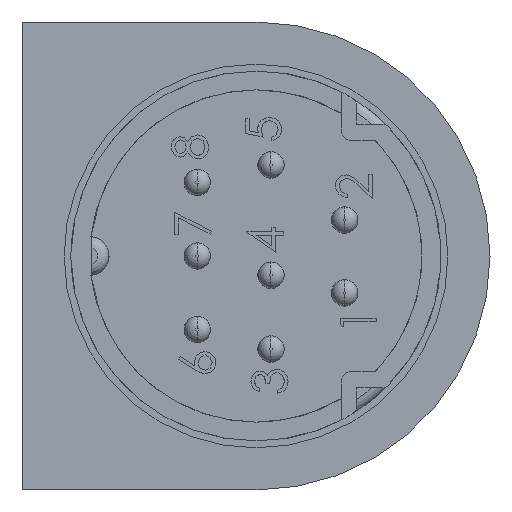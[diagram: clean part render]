
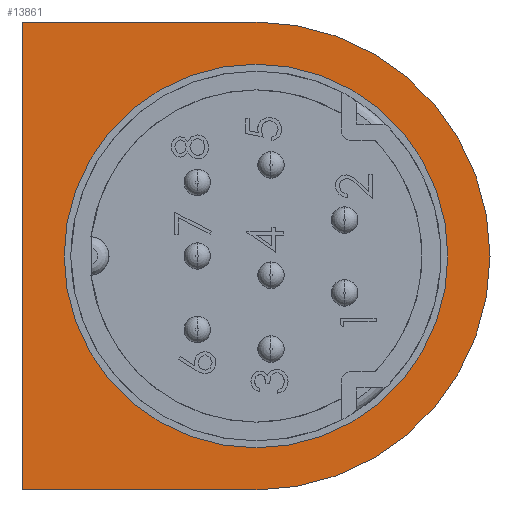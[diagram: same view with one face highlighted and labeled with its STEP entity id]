
A CAD part, left-side view. The second image highlights one B-rep face of the part: STEP entity #13861.
In plain terms, the highlighted face is planar.
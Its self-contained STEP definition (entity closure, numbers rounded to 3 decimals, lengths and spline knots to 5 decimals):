
#13861 = ADVANCED_FACE ( 'NONE', ( #18181, #18180 ), #18179, .T. ) ;
#14201 = ORIENTED_EDGE ( 'NONE', *, *, #52049, .F. ) ;
#14211 = EDGE_LOOP ( 'NONE', ( #14201, #51942 ) ) ;
#14216 = EDGE_CURVE ( 'NONE', #14794, #14230, #18546, .T. ) ;
#14224 = ORIENTED_EDGE ( 'NONE', *, *, #14216, .F. ) ;
#14228 = ORIENTED_EDGE ( 'NONE', *, *, #14249, .F. ) ;
#14230 = VERTEX_POINT ( 'NONE', #18602 ) ;
#14249 = EDGE_CURVE ( 'NONE', #14230, #14257, #18640, .T. ) ;
#14257 = VERTEX_POINT ( 'NONE', #18634 ) ;
#14293 = EDGE_CURVE ( 'NONE', #14257, #14385, #18701, .T. ) ;
#14326 = ORIENTED_EDGE ( 'NONE', *, *, #14293, .F. ) ;
#14385 = VERTEX_POINT ( 'NONE', #18816 ) ;
#14656 = ORIENTED_EDGE ( 'NONE', *, *, #14664, .F. ) ;
#14664 = EDGE_CURVE ( 'NONE', #14385, #14794, #19116, .T. ) ;
#14666 = EDGE_LOOP ( 'NONE', ( #14656, #14326, #14228, #14224 ) ) ;
#14794 = VERTEX_POINT ( 'NONE', #19282 ) ;
#18176 = DIRECTION ( 'NONE',  ( 0., -1., 0. ) ) ;
#18177 = CARTESIAN_POINT ( 'NONE',  ( 0., -0.385, 0. ) ) ;
#18178 = AXIS2_PLACEMENT_3D ( 'NONE', #18177, #18176, #18238 ) ;
#18179 = PLANE ( 'NONE',  #18178 ) ;
#18180 = FACE_BOUND ( 'NONE', #14211, .T. ) ;
#18181 = FACE_OUTER_BOUND ( 'NONE', #14666, .T. ) ;
#18238 = DIRECTION ( 'NONE',  ( 0., 0., -1. ) ) ;
#18542 = DIRECTION ( 'NONE',  ( 0., 0., -1. ) ) ;
#18543 = DIRECTION ( 'NONE',  ( 0., 1., 0. ) ) ;
#18544 = CARTESIAN_POINT ( 'NONE',  ( 0., -0.385, 0. ) ) ;
#18545 = AXIS2_PLACEMENT_3D ( 'NONE', #18544, #18543, #18542 ) ;
#18546 = CIRCLE ( 'NONE', #18545, 0.25 ) ;
#18602 = CARTESIAN_POINT ( 'NONE',  ( 0.25, -0.385, 0. ) ) ;
#18634 = CARTESIAN_POINT ( 'NONE',  ( 0.25, -0.385, -0.25 ) ) ;
#18637 = DIRECTION ( 'NONE',  ( 0., 0., -1. ) ) ;
#18638 = VECTOR ( 'NONE', #18637, 39.37008 ) ;
#18639 = CARTESIAN_POINT ( 'NONE',  ( 0.25, -0.385, -0.25 ) ) ;
#18640 = LINE ( 'NONE', #18639, #18638 ) ;
#18698 = DIRECTION ( 'NONE',  ( -1., 0., 0. ) ) ;
#18699 = VECTOR ( 'NONE', #18698, 39.37008 ) ;
#18700 = CARTESIAN_POINT ( 'NONE',  ( -0.25, -0.385, -0.25 ) ) ;
#18701 = LINE ( 'NONE', #18700, #18699 ) ;
#18816 = CARTESIAN_POINT ( 'NONE',  ( -0.25, -0.385, -0.25 ) ) ;
#19113 = DIRECTION ( 'NONE',  ( 0., 0., 1. ) ) ;
#19114 = VECTOR ( 'NONE', #19113, 39.37008 ) ;
#19115 = CARTESIAN_POINT ( 'NONE',  ( -0.25, -0.385, -0.25 ) ) ;
#19116 = LINE ( 'NONE', #19115, #19114 ) ;
#19282 = CARTESIAN_POINT ( 'NONE',  ( -0.25, -0.385, 0. ) ) ;
#47627 = CARTESIAN_POINT ( 'NONE',  ( 0., -0.385, 0.205 ) ) ;
#47648 = DIRECTION ( 'NONE',  ( 0., 0., -1. ) ) ;
#47649 = DIRECTION ( 'NONE',  ( 0., -1., 0. ) ) ;
#47650 = CARTESIAN_POINT ( 'NONE',  ( 0., -0.385, 0. ) ) ;
#47651 = AXIS2_PLACEMENT_3D ( 'NONE', #47650, #47649, #47648 ) ;
#47652 = CIRCLE ( 'NONE', #47651, 0.205 ) ;
#47660 = CARTESIAN_POINT ( 'NONE',  ( 0., -0.385, -0.205 ) ) ;
#48339 = DIRECTION ( 'NONE',  ( 0., 0., -1. ) ) ;
#48340 = DIRECTION ( 'NONE',  ( 0., -1., 0. ) ) ;
#48341 = CARTESIAN_POINT ( 'NONE',  ( 0., -0.385, 0. ) ) ;
#48342 = AXIS2_PLACEMENT_3D ( 'NONE', #48341, #48340, #48339 ) ;
#48343 = CIRCLE ( 'NONE', #48342, 0.205 ) ;
#51057 = VERTEX_POINT ( 'NONE', #47627 ) ;
#51192 = VERTEX_POINT ( 'NONE', #47660 ) ;
#51223 = EDGE_CURVE ( 'NONE', #51192, #51057, #47652, .T. ) ;
#51942 = ORIENTED_EDGE ( 'NONE', *, *, #51223, .F. ) ;
#52049 = EDGE_CURVE ( 'NONE', #51057, #51192, #48343, .T. ) ;
